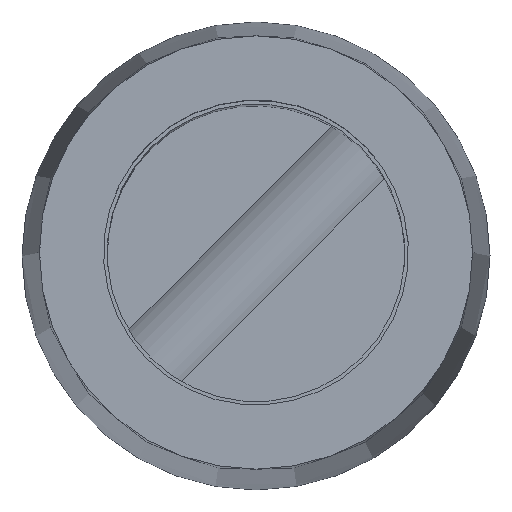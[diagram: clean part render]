
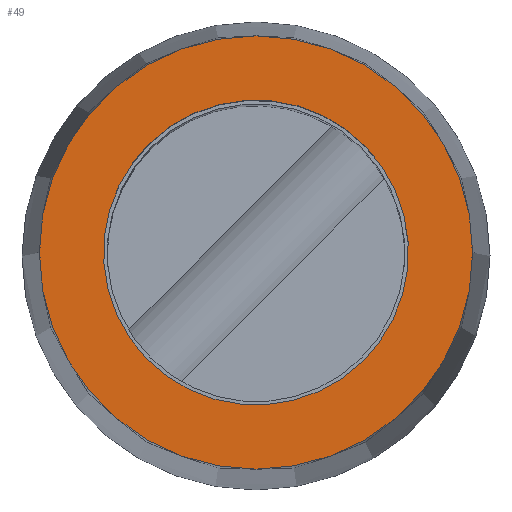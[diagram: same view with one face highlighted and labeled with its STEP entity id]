
A CAD part, top view. The second image highlights one B-rep face of the part: STEP entity #49.
In plain terms, the highlighted planar face has unit normal (0, 0, 1).
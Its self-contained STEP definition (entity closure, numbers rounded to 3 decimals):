
#49=ADVANCED_FACE('',(#109,#110),#111,.T.);
#109=FACE_OUTER_BOUND('',#181,.T.);
#110=FACE_BOUND('',#182,.T.);
#111=PLANE('',#183);
#181=EDGE_LOOP('',(#257,#258));
#182=EDGE_LOOP('',(#259,#260));
#183=AXIS2_PLACEMENT_3D('',#261,#262,#263);
#257=ORIENTED_EDGE('',*,*,#418,.F.);
#258=ORIENTED_EDGE('',*,*,#419,.F.);
#259=ORIENTED_EDGE('',*,*,#420,.F.);
#260=ORIENTED_EDGE('',*,*,#421,.F.);
#261=CARTESIAN_POINT('',(5.08,5.08,47.1));
#262=DIRECTION('',(0.0,0.0,1.0));
#263=DIRECTION('',(1.0,0.0,0.0));
#418=EDGE_CURVE('',#490,#491,#492,.T.);
#419=EDGE_CURVE('',#491,#490,#493,.T.);
#420=EDGE_CURVE('',#494,#495,#496,.T.);
#421=EDGE_CURVE('',#495,#494,#497,.T.);
#490=VERTEX_POINT('',#971);
#491=VERTEX_POINT('',#972);
#492=CIRCLE('',#973,2.984);
#493=CIRCLE('',#974,2.984);
#494=VERTEX_POINT('',#975);
#495=VERTEX_POINT('',#976);
#496=CIRCLE('',#977,2.1);
#497=CIRCLE('',#978,2.1);
#971=CARTESIAN_POINT('',(0.239,3.223,47.1));
#972=CARTESIAN_POINT('',(6.208,3.223,47.1));
#973=AXIS2_PLACEMENT_3D('',#1371,#1372,#1373);
#974=AXIS2_PLACEMENT_3D('',#1374,#1375,#1376);
#975=CARTESIAN_POINT('',(2.303,1.336,47.1));
#976=CARTESIAN_POINT('',(4.144,5.111,47.1));
#977=AXIS2_PLACEMENT_3D('',#1377,#1378,#1379);
#978=AXIS2_PLACEMENT_3D('',#1380,#1381,#1382);
#1371=CARTESIAN_POINT('',(3.223,3.223,47.1));
#1372=DIRECTION('',(0.0,0.0,-1.0));
#1373=DIRECTION('',(1.0,0.0,0.0));
#1374=CARTESIAN_POINT('',(3.223,3.223,47.1));
#1375=DIRECTION('',(0.0,0.0,-1.0));
#1376=DIRECTION('',(1.0,0.0,0.0));
#1377=CARTESIAN_POINT('',(3.223,3.223,47.1));
#1378=DIRECTION('',(0.0,-0.0,1.0));
#1379=DIRECTION('',(0.438,0.899,0.0));
#1380=CARTESIAN_POINT('',(3.223,3.223,47.1));
#1381=DIRECTION('',(0.0,-0.0,1.0));
#1382=DIRECTION('',(0.438,0.899,0.0));
